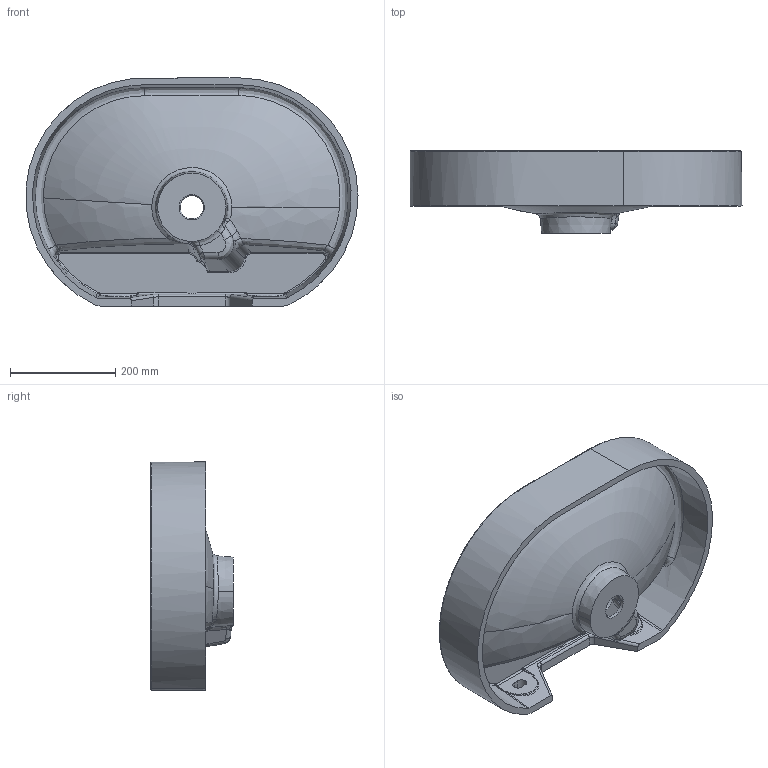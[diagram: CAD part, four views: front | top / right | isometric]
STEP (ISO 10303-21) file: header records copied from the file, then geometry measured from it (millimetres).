
FILE_DESCRIPTION (( 'STEP AP203' ), '1' );
FILE_NAME ('6229140611.step', '2020-12-18T12:32:42', ( 'admin' ), ( '' ), 'SwSTEP 2.0', 'SolidWorks 2019', '' );
FILE_SCHEMA (( 'CONFIG_CONTROL_DESIGN' ));
Length unit declared in the file: millimetre
Products named in the file (1): 6229140611
Bounding box: 631.37 x 157 x 434 mm (x, y, z)
Surface area: 893448.7 mm2 (no closed solid volume)
Topology: 0 solids, 2 shells, 235 faces, 680 edges, 430 vertices
Faces by surface type: bspline 135, cylinder 48, plane 32, cone 8, sphere 7, torus 5
Entity records: 20411 total; most frequent: CARTESIAN_POINT 15276, ORIENTED_EDGE 1306, DIRECTION 756, EDGE_CURVE 661, VERTEX_POINT 428, AXIS2_PLACEMENT_3D 317, B_SPLINE_CURVE_WITH_KNOTS 291, EDGE_LOOP 243
